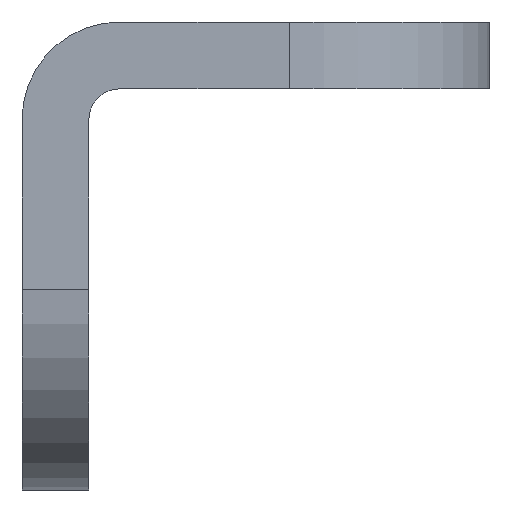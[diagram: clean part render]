
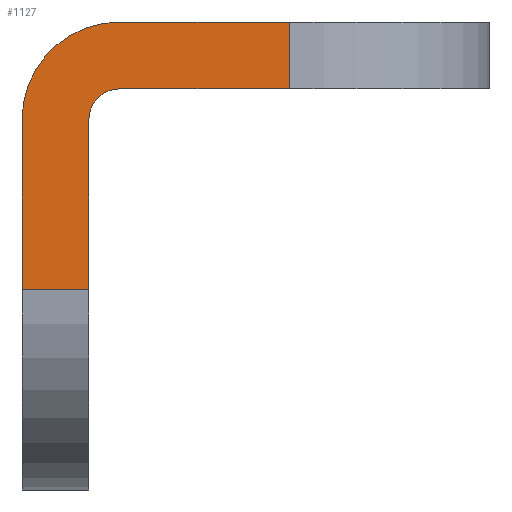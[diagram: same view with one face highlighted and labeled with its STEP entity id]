
A CAD part, left-side view. The second image highlights one B-rep face of the part: STEP entity #1127.
In plain terms, the highlighted planar face has unit normal (-1, 0, 0).
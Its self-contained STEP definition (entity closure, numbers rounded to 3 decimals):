
#50 = VERTEX_POINT ( 'NONE', #1781 ) ;
#64 = LINE ( 'NONE', #1042, #1207 ) ;
#81 = CARTESIAN_POINT ( 'NONE',  ( -51.055, 0., -7.999 ) ) ;
#107 = CARTESIAN_POINT ( 'NONE',  ( -51.055, -6.4, -3.199 ) ) ;
#123 = VERTEX_POINT ( 'NONE', #947 ) ;
#131 = LINE ( 'NONE', #1534, #938 ) ;
#153 = CARTESIAN_POINT ( 'NONE',  ( -51.055, -6.4, -1.599 ) ) ;
#163 = EDGE_CURVE ( 'NONE', #123, #50, #1356, .T. ) ;
#201 = ORIENTED_EDGE ( 'NONE', *, *, #661, .F. ) ;
#226 = ORIENTED_EDGE ( 'NONE', *, *, #327, .F. ) ;
#237 = EDGE_CURVE ( 'NONE', #1320, #430, #1439, .T. ) ;
#286 = EDGE_LOOP ( 'NONE', ( #201, #1332, #1447, #738, #1321, #1497, #1635, #226 ) ) ;
#291 = CARTESIAN_POINT ( 'NONE',  ( -51.055, -2.337, -3.936 ) ) ;
#322 = CARTESIAN_POINT ( 'NONE',  ( -51.055, -1.6, -7.999 ) ) ;
#323 = CARTESIAN_POINT ( 'NONE',  ( -51.055, -1.6, -3.199 ) ) ;
#327 = EDGE_CURVE ( 'NONE', #1663, #1546, #64, .T. ) ;
#430 = VERTEX_POINT ( 'NONE', #495 ) ;
#440 = DIRECTION ( 'NONE',  ( 0., 0., 1. ) ) ;
#444 = DIRECTION ( 'NONE',  ( 0., 0., 1. ) ) ;
#463 = EDGE_CURVE ( 'NONE', #1271, #914, #1089, .T. ) ;
#493 = CARTESIAN_POINT ( 'NONE',  ( -51.055, -1.6, -3.199 ) ) ;
#495 = CARTESIAN_POINT ( 'NONE',  ( -51.055, -1.6, -3.936 ) ) ;
#505 = DIRECTION ( 'NONE',  ( 0., 1., 0. ) ) ;
#578 = LINE ( 'NONE', #863, #1639 ) ;
#661 = EDGE_CURVE ( 'NONE', #50, #1663, #131, .T. ) ;
#691 = CARTESIAN_POINT ( 'NONE',  ( -51.055, -2.337, -3.936 ) ) ;
#727 = DIRECTION ( 'NONE',  ( 1., 0., 0. ) ) ;
#738 = ORIENTED_EDGE ( 'NONE', *, *, #463, .F. ) ;
#824 = EDGE_CURVE ( 'NONE', #1271, #430, #1561, .T. ) ;
#863 = CARTESIAN_POINT ( 'NONE',  ( -51.055, 0., -45.599 ) ) ;
#892 = DIRECTION ( 'NONE',  ( 0., 0., 1. ) ) ;
#899 = CARTESIAN_POINT ( 'NONE',  ( -51.055, -2.337, -3.199 ) ) ;
#914 = VERTEX_POINT ( 'NONE', #81 ) ;
#938 = VECTOR ( 'NONE', #1391, 1000. ) ;
#947 = CARTESIAN_POINT ( 'NONE',  ( -51.055, 0., -3.936 ) ) ;
#959 = VECTOR ( 'NONE', #892, 1000. ) ;
#1042 = CARTESIAN_POINT ( 'NONE',  ( -51.055, -6.4, -11.599 ) ) ;
#1048 = DIRECTION ( 'NONE',  ( 0., -1., 0. ) ) ;
#1089 = LINE ( 'NONE', #1501, #1255 ) ;
#1117 = DIRECTION ( 'NONE',  ( 0., 0., -1. ) ) ;
#1127 = ADVANCED_FACE ( 'NONE', ( #1408 ), #1692, .T. ) ;
#1207 = VECTOR ( 'NONE', #1446, 1000. ) ;
#1222 = EDGE_CURVE ( 'NONE', #123, #914, #578, .T. ) ;
#1246 = DIRECTION ( 'NONE',  ( 0., 0., 1. ) ) ;
#1255 = VECTOR ( 'NONE', #505, 1000. ) ;
#1271 = VERTEX_POINT ( 'NONE', #322 ) ;
#1278 = CARTESIAN_POINT ( 'NONE',  ( -51.055, -1.6, -1.599 ) ) ;
#1320 = VERTEX_POINT ( 'NONE', #899 ) ;
#1321 = ORIENTED_EDGE ( 'NONE', *, *, #824, .T. ) ;
#1332 = ORIENTED_EDGE ( 'NONE', *, *, #163, .F. ) ;
#1356 = CIRCLE ( 'NONE', #1583, 2.337 ) ;
#1386 = EDGE_CURVE ( 'NONE', #1320, #1546, #1743, .T. ) ;
#1391 = DIRECTION ( 'NONE',  ( 0., -1., 0. ) ) ;
#1402 = AXIS2_PLACEMENT_3D ( 'NONE', #1278, #1683, #440 ) ;
#1408 = FACE_OUTER_BOUND ( 'NONE', #286, .T. ) ;
#1439 = CIRCLE ( 'NONE', #1584, 0.737 ) ;
#1446 = DIRECTION ( 'NONE',  ( 0., 0., -1. ) ) ;
#1447 = ORIENTED_EDGE ( 'NONE', *, *, #1222, .T. ) ;
#1497 = ORIENTED_EDGE ( 'NONE', *, *, #237, .F. ) ;
#1501 = CARTESIAN_POINT ( 'NONE',  ( -51.055, -10., -7.999 ) ) ;
#1534 = CARTESIAN_POINT ( 'NONE',  ( -51.055, -1.6, -1.599 ) ) ;
#1546 = VERTEX_POINT ( 'NONE', #107 ) ;
#1561 = LINE ( 'NONE', #323, #959 ) ;
#1583 = AXIS2_PLACEMENT_3D ( 'NONE', #691, #727, #1246 ) ;
#1584 = AXIS2_PLACEMENT_3D ( 'NONE', #291, #1704, #444 ) ;
#1593 = VECTOR ( 'NONE', #1048, 1000. ) ;
#1635 = ORIENTED_EDGE ( 'NONE', *, *, #1386, .T. ) ;
#1639 = VECTOR ( 'NONE', #1117, 1000. ) ;
#1663 = VERTEX_POINT ( 'NONE', #153 ) ;
#1683 = DIRECTION ( 'NONE',  ( -1., 0., 0. ) ) ;
#1692 = PLANE ( 'NONE',  #1402 ) ;
#1704 = DIRECTION ( 'NONE',  ( -1., 0., 0. ) ) ;
#1743 = LINE ( 'NONE', #493, #1593 ) ;
#1781 = CARTESIAN_POINT ( 'NONE',  ( -51.055, -2.337, -1.599 ) ) ;
